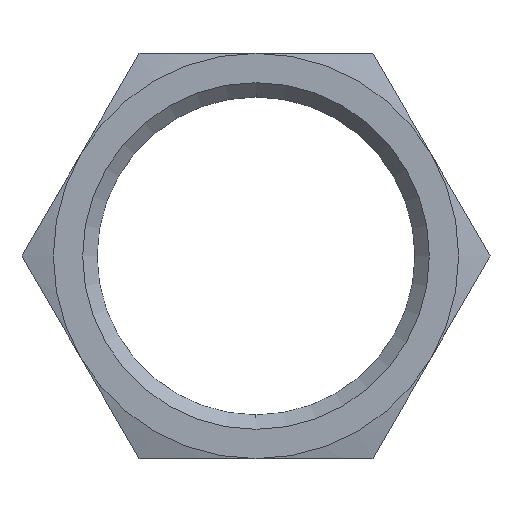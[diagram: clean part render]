
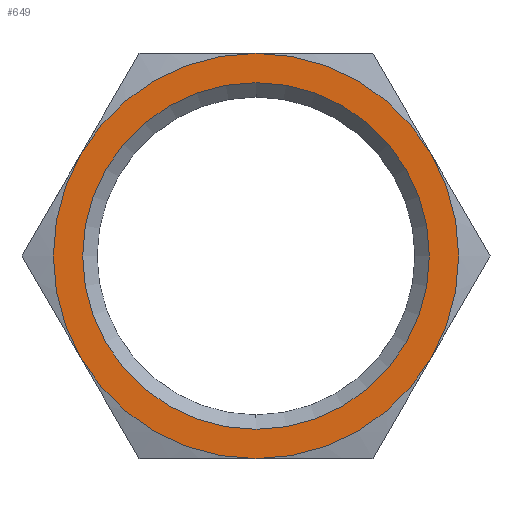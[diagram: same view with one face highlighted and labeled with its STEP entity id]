
A CAD part, left-side view. The second image highlights one B-rep face of the part: STEP entity #649.
In plain terms, the highlighted planar face has unit normal (-1, 0, 0).
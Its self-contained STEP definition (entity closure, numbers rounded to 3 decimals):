
#2 = CIRCLE ( 'NONE', #360, 17.535 ) ;
#6 = CARTESIAN_POINT ( 'NONE',  ( 0., 0., 0. ) ) ;
#24 = DIRECTION ( 'NONE',  ( -1., 0., 0. ) ) ;
#30 = CIRCLE ( 'NONE', #400, 20.5 ) ;
#32 = DIRECTION ( 'NONE',  ( 1., 0., 0. ) ) ;
#35 = ORIENTED_EDGE ( 'NONE', *, *, #481, .T. ) ;
#48 = AXIS2_PLACEMENT_3D ( 'NONE', #356, #546, #414 ) ;
#61 = EDGE_LOOP ( 'NONE', ( #35, #101 ) ) ;
#75 = CIRCLE ( 'NONE', #699, 20.5 ) ;
#86 = VERTEX_POINT ( 'NONE', #96 ) ;
#95 = FACE_OUTER_BOUND ( 'NONE', #331, .T. ) ;
#96 = CARTESIAN_POINT ( 'NONE',  ( 0., 0., 20.5 ) ) ;
#101 = ORIENTED_EDGE ( 'NONE', *, *, #244, .T. ) ;
#111 = DIRECTION ( 'NONE',  ( -1., 0., 0. ) ) ;
#116 = EDGE_CURVE ( 'NONE', #670, #626, #673, .T. ) ;
#119 = CARTESIAN_POINT ( 'NONE',  ( 0., 0., -17.535 ) ) ;
#131 = DIRECTION ( 'NONE',  ( 1., 0., 0. ) ) ;
#180 = DIRECTION ( 'NONE',  ( 0., 0., -1. ) ) ;
#187 = CARTESIAN_POINT ( 'NONE',  ( 0., 17.754, 10.25 ) ) ;
#188 = DIRECTION ( 'NONE',  ( 0., 0., 1. ) ) ;
#204 = CIRCLE ( 'NONE', #344, 20.5 ) ;
#217 = ORIENTED_EDGE ( 'NONE', *, *, #740, .T. ) ;
#237 = DIRECTION ( 'NONE',  ( 0., 0., 1. ) ) ;
#244 = EDGE_CURVE ( 'NONE', #523, #489, #544, .T. ) ;
#312 = CARTESIAN_POINT ( 'NONE',  ( 0., 35.507, 20.5 ) ) ;
#328 = VERTEX_POINT ( 'NONE', #434 ) ;
#331 = EDGE_LOOP ( 'NONE', ( #354, #748, #538, #217, #507, #580 ) ) ;
#334 = DIRECTION ( 'NONE',  ( 1., 0., 0. ) ) ;
#340 = EDGE_CURVE ( 'NONE', #86, #410, #75, .T. ) ;
#344 = AXIS2_PLACEMENT_3D ( 'NONE', #380, #455, #188 ) ;
#354 = ORIENTED_EDGE ( 'NONE', *, *, #818, .T. ) ;
#356 = CARTESIAN_POINT ( 'NONE',  ( 0., 0., 0. ) ) ;
#360 = AXIS2_PLACEMENT_3D ( 'NONE', #833, #334, #448 ) ;
#380 = CARTESIAN_POINT ( 'NONE',  ( 0., 0., 0. ) ) ;
#400 = AXIS2_PLACEMENT_3D ( 'NONE', #6, #404, #468 ) ;
#404 = DIRECTION ( 'NONE',  ( -1., 0., 0. ) ) ;
#410 = VERTEX_POINT ( 'NONE', #187 ) ;
#411 = CIRCLE ( 'NONE', #48, 20.5 ) ;
#414 = DIRECTION ( 'NONE',  ( 0., 0., 1. ) ) ;
#416 = CARTESIAN_POINT ( 'NONE',  ( 0., 17.754, -10.25 ) ) ;
#417 = CARTESIAN_POINT ( 'NONE',  ( 0., 0., 0. ) ) ;
#434 = CARTESIAN_POINT ( 'NONE',  ( 0., -17.754, 10.25 ) ) ;
#448 = DIRECTION ( 'NONE',  ( 0., 0., -1. ) ) ;
#449 = PLANE ( 'NONE',  #792 ) ;
#455 = DIRECTION ( 'NONE',  ( -1., 0., 0. ) ) ;
#463 = CARTESIAN_POINT ( 'NONE',  ( 0., -17.754, -10.25 ) ) ;
#468 = DIRECTION ( 'NONE',  ( 0., 0., 1. ) ) ;
#481 = EDGE_CURVE ( 'NONE', #489, #523, #2, .T. ) ;
#489 = VERTEX_POINT ( 'NONE', #837 ) ;
#491 = DIRECTION ( 'NONE',  ( 0., 0., -1. ) ) ;
#507 = ORIENTED_EDGE ( 'NONE', *, *, #340, .T. ) ;
#523 = VERTEX_POINT ( 'NONE', #119 ) ;
#528 = FACE_BOUND ( 'NONE', #61, .T. ) ;
#538 = ORIENTED_EDGE ( 'NONE', *, *, #612, .T. ) ;
#539 = DIRECTION ( 'NONE',  ( -1., 0., 0. ) ) ;
#544 = CIRCLE ( 'NONE', #614, 17.535 ) ;
#546 = DIRECTION ( 'NONE',  ( -1., 0., 0. ) ) ;
#547 = DIRECTION ( 'NONE',  ( 0., 0., 1. ) ) ;
#580 = ORIENTED_EDGE ( 'NONE', *, *, #827, .T. ) ;
#612 = EDGE_CURVE ( 'NONE', #626, #328, #204, .T. ) ;
#614 = AXIS2_PLACEMENT_3D ( 'NONE', #617, #32, #491 ) ;
#617 = CARTESIAN_POINT ( 'NONE',  ( 0., 0., 0. ) ) ;
#618 = AXIS2_PLACEMENT_3D ( 'NONE', #801, #539, #730 ) ;
#626 = VERTEX_POINT ( 'NONE', #463 ) ;
#649 = ADVANCED_FACE ( 'NONE', ( #528, #95 ), #449, .F. ) ;
#670 = VERTEX_POINT ( 'NONE', #721 ) ;
#673 = CIRCLE ( 'NONE', #723, 20.5 ) ;
#699 = AXIS2_PLACEMENT_3D ( 'NONE', #823, #111, #237 ) ;
#721 = CARTESIAN_POINT ( 'NONE',  ( 0., 0., -20.5 ) ) ;
#723 = AXIS2_PLACEMENT_3D ( 'NONE', #417, #24, #547 ) ;
#730 = DIRECTION ( 'NONE',  ( 0., 0., 1. ) ) ;
#740 = EDGE_CURVE ( 'NONE', #328, #86, #30, .T. ) ;
#748 = ORIENTED_EDGE ( 'NONE', *, *, #116, .T. ) ;
#751 = CIRCLE ( 'NONE', #618, 20.5 ) ;
#792 = AXIS2_PLACEMENT_3D ( 'NONE', #312, #131, #180 ) ;
#801 = CARTESIAN_POINT ( 'NONE',  ( 0., 0., 0. ) ) ;
#802 = VERTEX_POINT ( 'NONE', #416 ) ;
#818 = EDGE_CURVE ( 'NONE', #802, #670, #411, .T. ) ;
#823 = CARTESIAN_POINT ( 'NONE',  ( 0., 0., 0. ) ) ;
#827 = EDGE_CURVE ( 'NONE', #410, #802, #751, .T. ) ;
#833 = CARTESIAN_POINT ( 'NONE',  ( 0., 0., 0. ) ) ;
#837 = CARTESIAN_POINT ( 'NONE',  ( 0., 0., 17.535 ) ) ;
